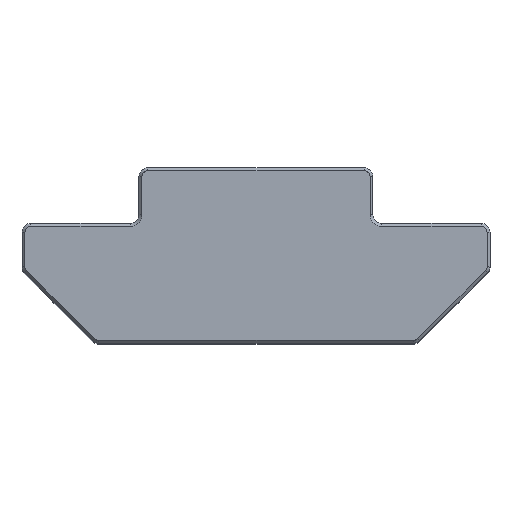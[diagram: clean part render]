
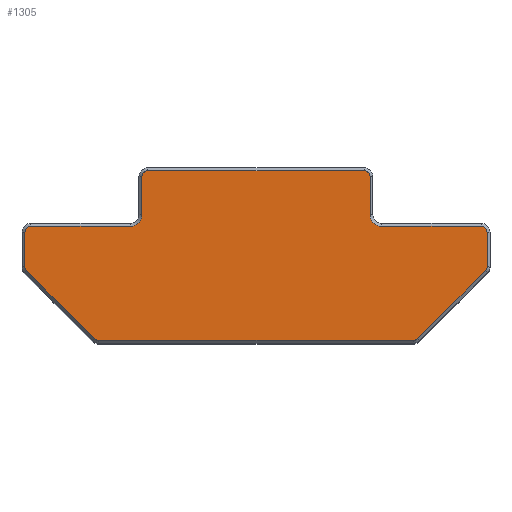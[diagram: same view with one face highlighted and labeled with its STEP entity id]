
A CAD part, top view. The second image highlights one B-rep face of the part: STEP entity #1305.
In plain terms, the highlighted planar face has unit normal (0, 0, 1).
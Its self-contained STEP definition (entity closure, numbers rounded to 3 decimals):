
#67=PLANE('',#1439);
#147=FACE_OUTER_BOUND('',#226,.T.);
#226=EDGE_LOOP('',(#1177,#1178,#1179,#1180,#1181,#1182,#1183,#1184,#1185,
#1186,#1187,#1188,#1189,#1190,#1191,#1192,#1193,#1194,#1195,#1196));
#258=CIRCLE('',#1397,0.2);
#260=CIRCLE('',#1401,0.4);
#262=CIRCLE('',#1405,0.2);
#264=CIRCLE('',#1409,0.2);
#266=CIRCLE('',#1413,0.2);
#268=CIRCLE('',#1417,0.2);
#269=CIRCLE('',#1420,0.2);
#270=CIRCLE('',#1423,0.2);
#271=CIRCLE('',#1426,0.4);
#272=CIRCLE('',#1429,0.2);
#374=LINE('',#3141,#486);
#378=LINE('',#3153,#490);
#382=LINE('',#3165,#494);
#386=LINE('',#3177,#498);
#390=LINE('',#3189,#502);
#394=LINE('',#3200,#506);
#398=LINE('',#3209,#510);
#401=LINE('',#3217,#513);
#404=LINE('',#3225,#516);
#407=LINE('',#3233,#519);
#486=VECTOR('',#1662,10.);
#490=VECTOR('',#1674,10.);
#494=VECTOR('',#1686,10.);
#498=VECTOR('',#1698,10.);
#502=VECTOR('',#1710,10.);
#506=VECTOR('',#1722,10.);
#510=VECTOR('',#1732,10.);
#513=VECTOR('',#1741,10.);
#516=VECTOR('',#1750,10.);
#519=VECTOR('',#1759,10.);
#612=VERTEX_POINT('',#3138);
#613=VERTEX_POINT('',#3140);
#615=VERTEX_POINT('',#3145);
#617=VERTEX_POINT('',#3151);
#619=VERTEX_POINT('',#3157);
#621=VERTEX_POINT('',#3163);
#623=VERTEX_POINT('',#3169);
#625=VERTEX_POINT('',#3175);
#627=VERTEX_POINT('',#3181);
#629=VERTEX_POINT('',#3187);
#631=VERTEX_POINT('',#3193);
#632=VERTEX_POINT('',#3198);
#633=VERTEX_POINT('',#3203);
#634=VERTEX_POINT('',#3207);
#635=VERTEX_POINT('',#3211);
#636=VERTEX_POINT('',#3215);
#637=VERTEX_POINT('',#3219);
#638=VERTEX_POINT('',#3223);
#639=VERTEX_POINT('',#3227);
#640=VERTEX_POINT('',#3231);
#771=EDGE_CURVE('',#612,#613,#374,.T.);
#774=EDGE_CURVE('',#615,#612,#258,.T.);
#777=EDGE_CURVE('',#617,#615,#378,.T.);
#780=EDGE_CURVE('',#619,#617,#260,.T.);
#783=EDGE_CURVE('',#621,#619,#382,.T.);
#786=EDGE_CURVE('',#623,#621,#262,.T.);
#789=EDGE_CURVE('',#625,#623,#386,.T.);
#792=EDGE_CURVE('',#627,#625,#264,.T.);
#795=EDGE_CURVE('',#629,#627,#390,.T.);
#798=EDGE_CURVE('',#631,#629,#266,.T.);
#801=EDGE_CURVE('',#632,#631,#394,.T.);
#804=EDGE_CURVE('',#633,#632,#268,.T.);
#806=EDGE_CURVE('',#634,#633,#398,.T.);
#808=EDGE_CURVE('',#635,#634,#269,.T.);
#810=EDGE_CURVE('',#636,#635,#401,.T.);
#812=EDGE_CURVE('',#637,#636,#270,.T.);
#814=EDGE_CURVE('',#638,#637,#404,.T.);
#816=EDGE_CURVE('',#639,#638,#271,.T.);
#818=EDGE_CURVE('',#640,#639,#407,.T.);
#819=EDGE_CURVE('',#613,#640,#272,.T.);
#1177=ORIENTED_EDGE('',*,*,#771,.F.);
#1178=ORIENTED_EDGE('',*,*,#774,.F.);
#1179=ORIENTED_EDGE('',*,*,#777,.F.);
#1180=ORIENTED_EDGE('',*,*,#780,.F.);
#1181=ORIENTED_EDGE('',*,*,#783,.F.);
#1182=ORIENTED_EDGE('',*,*,#786,.F.);
#1183=ORIENTED_EDGE('',*,*,#789,.F.);
#1184=ORIENTED_EDGE('',*,*,#792,.F.);
#1185=ORIENTED_EDGE('',*,*,#795,.F.);
#1186=ORIENTED_EDGE('',*,*,#798,.F.);
#1187=ORIENTED_EDGE('',*,*,#801,.F.);
#1188=ORIENTED_EDGE('',*,*,#804,.F.);
#1189=ORIENTED_EDGE('',*,*,#806,.F.);
#1190=ORIENTED_EDGE('',*,*,#808,.F.);
#1191=ORIENTED_EDGE('',*,*,#810,.F.);
#1192=ORIENTED_EDGE('',*,*,#812,.F.);
#1193=ORIENTED_EDGE('',*,*,#814,.F.);
#1194=ORIENTED_EDGE('',*,*,#816,.F.);
#1195=ORIENTED_EDGE('',*,*,#818,.F.);
#1196=ORIENTED_EDGE('',*,*,#819,.F.);
#1305=ADVANCED_FACE('',(#147),#67,.T.);
#1397=AXIS2_PLACEMENT_3D('',#3147,#1667,#1668);
#1401=AXIS2_PLACEMENT_3D('',#3159,#1679,#1680);
#1405=AXIS2_PLACEMENT_3D('',#3171,#1691,#1692);
#1409=AXIS2_PLACEMENT_3D('',#3183,#1703,#1704);
#1413=AXIS2_PLACEMENT_3D('',#3195,#1715,#1716);
#1417=AXIS2_PLACEMENT_3D('',#3205,#1727,#1728);
#1420=AXIS2_PLACEMENT_3D('',#3213,#1736,#1737);
#1423=AXIS2_PLACEMENT_3D('',#3221,#1745,#1746);
#1426=AXIS2_PLACEMENT_3D('',#3229,#1754,#1755);
#1429=AXIS2_PLACEMENT_3D('',#3235,#1762,#1763);
#1439=AXIS2_PLACEMENT_3D('',#3254,#1791,#1792);
#1662=DIRECTION('',(1.,0.,0.));
#1667=DIRECTION('center_axis',(0.,0.,-1.));
#1668=DIRECTION('ref_axis',(0.,1.,0.));
#1674=DIRECTION('',(0.,1.,0.));
#1679=DIRECTION('center_axis',(0.,0.,1.));
#1680=DIRECTION('ref_axis',(0.,-1.,0.));
#1686=DIRECTION('',(1.,0.,0.));
#1691=DIRECTION('center_axis',(0.,0.,-1.));
#1692=DIRECTION('ref_axis',(0.,1.,0.));
#1698=DIRECTION('',(0.,1.,0.));
#1703=DIRECTION('center_axis',(0.,0.,-1.));
#1704=DIRECTION('ref_axis',(-1.,0.,0.));
#1710=DIRECTION('',(-0.707,0.707,0.));
#1715=DIRECTION('center_axis',(0.,0.,-1.));
#1716=DIRECTION('ref_axis',(-0.707,-0.707,0.));
#1722=DIRECTION('',(-1.,0.,0.));
#1727=DIRECTION('center_axis',(0.,0.,-1.));
#1728=DIRECTION('ref_axis',(0.,-1.,0.));
#1732=DIRECTION('',(-0.707,-0.707,0.));
#1736=DIRECTION('center_axis',(0.,0.,-1.));
#1737=DIRECTION('ref_axis',(0.707,-0.707,0.));
#1741=DIRECTION('',(0.,-1.,0.));
#1745=DIRECTION('center_axis',(0.,0.,-1.));
#1746=DIRECTION('ref_axis',(1.,0.,0.));
#1750=DIRECTION('',(1.,0.,0.));
#1754=DIRECTION('center_axis',(0.,0.,1.));
#1755=DIRECTION('ref_axis',(-1.,0.,0.));
#1759=DIRECTION('',(0.,-1.,0.));
#1762=DIRECTION('center_axis',(0.,0.,-1.));
#1763=DIRECTION('ref_axis',(1.,0.,0.));
#1791=DIRECTION('center_axis',(0.,0.,1.));
#1792=DIRECTION('ref_axis',(1.,0.,0.));
#3138=CARTESIAN_POINT('',(-3.7,5.9,8.));
#3140=CARTESIAN_POINT('',(3.7,5.9,8.));
#3141=CARTESIAN_POINT('',(1.85,5.9,8.));
#3145=CARTESIAN_POINT('',(-3.9,5.7,8.));
#3147=CARTESIAN_POINT('Origin',(-3.7,5.7,8.));
#3151=CARTESIAN_POINT('',(-3.9,4.4,8.));
#3153=CARTESIAN_POINT('',(-3.9,4.275,8.));
#3157=CARTESIAN_POINT('',(-4.3,4.,8.));
#3159=CARTESIAN_POINT('Origin',(-4.3,4.4,8.));
#3163=CARTESIAN_POINT('',(-7.7,4.,8.));
#3165=CARTESIAN_POINT('',(-2.15,4.,8.));
#3169=CARTESIAN_POINT('',(-7.9,3.8,8.));
#3171=CARTESIAN_POINT('Origin',(-7.7,3.8,8.));
#3175=CARTESIAN_POINT('',(-7.9,2.624,8.));
#3177=CARTESIAN_POINT('',(-7.9,3.325,8.));
#3181=CARTESIAN_POINT('',(-7.841,2.483,8.));
#3183=CARTESIAN_POINT('Origin',(-7.7,2.624,8.));
#3187=CARTESIAN_POINT('',(-5.517,0.159,8.));
#3189=CARTESIAN_POINT('',(-5.973,0.614,8.));
#3193=CARTESIAN_POINT('',(-5.376,0.1,8.));
#3195=CARTESIAN_POINT('Origin',(-5.376,0.3,8.));
#3198=CARTESIAN_POINT('',(5.376,0.1,8.));
#3200=CARTESIAN_POINT('',(-2.688,0.1,8.));
#3203=CARTESIAN_POINT('',(5.517,0.159,8.));
#3205=CARTESIAN_POINT('Origin',(5.376,0.3,8.));
#3207=CARTESIAN_POINT('',(7.841,2.483,8.));
#3209=CARTESIAN_POINT('',(4.811,-0.548,8.));
#3211=CARTESIAN_POINT('',(7.9,2.624,8.));
#3213=CARTESIAN_POINT('Origin',(7.7,2.624,8.));
#3215=CARTESIAN_POINT('',(7.9,3.8,8.));
#3217=CARTESIAN_POINT('',(7.9,2.737,8.));
#3219=CARTESIAN_POINT('',(7.7,4.,8.));
#3221=CARTESIAN_POINT('Origin',(7.7,3.8,8.));
#3223=CARTESIAN_POINT('',(4.3,4.,8.));
#3225=CARTESIAN_POINT('',(3.85,4.,8.));
#3227=CARTESIAN_POINT('',(3.9,4.4,8.));
#3229=CARTESIAN_POINT('Origin',(4.3,4.4,8.));
#3231=CARTESIAN_POINT('',(3.9,5.7,8.));
#3233=CARTESIAN_POINT('',(3.9,3.625,8.));
#3235=CARTESIAN_POINT('Origin',(3.7,5.7,8.));
#3254=CARTESIAN_POINT('Origin',(0.,2.851,8.));
